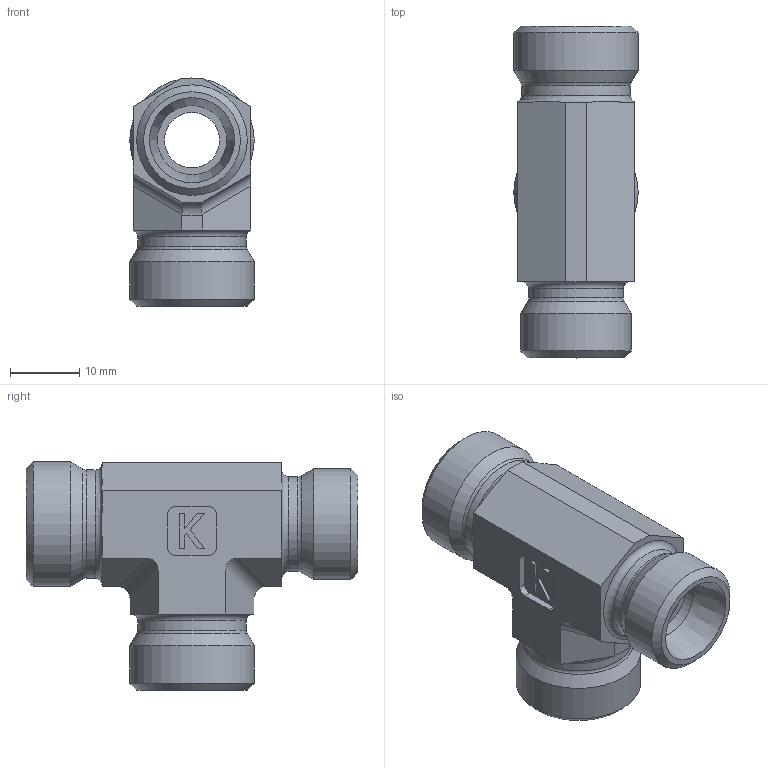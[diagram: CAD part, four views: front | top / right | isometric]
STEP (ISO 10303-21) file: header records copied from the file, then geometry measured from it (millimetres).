
FILE_DESCRIPTION((''),'2;1');
FILE_NAME('374101212.stp','2014-08-13T15:47:13',(''),('KNOMI spol. s r. o.'),'Autodesk Inventor 2012','Autodesk Inventor 2012','');
FILE_SCHEMA(('AUTOMOTIVE_DESIGN { 1 2 10303 214 0 1 1 1 }'));
Length unit declared in the file: millimetre
Products named in the file (1): TS2 10/12/12L M16/M18/M18
Bounding box: 18 x 48 x 33 mm (x, y, z)
Volume: 9074.9 mm3; surface area: 5976.6 mm2
Topology: 1 solids, 1 shells, 93 faces, 244 edges, 158 vertices
Faces by surface type: plane 54, cylinder 23, cone 10, torus 6
Full cylindrical faces by diameter (mm): 8 x1, 10 x3, 12 x2, 13.7 x1, 15.7 x2, 16 x1, 18 x2
Entity records: 2734 total; most frequent: CARTESIAN_POINT 564, DIRECTION 450, ORIENTED_EDGE 408, EDGE_CURVE 204, AXIS2_PLACEMENT_3D 165, VERTEX_POINT 147, EDGE_LOOP 129, VECTOR 120
